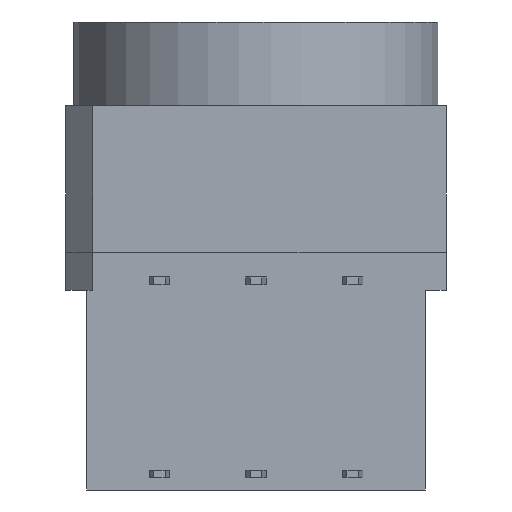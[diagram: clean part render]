
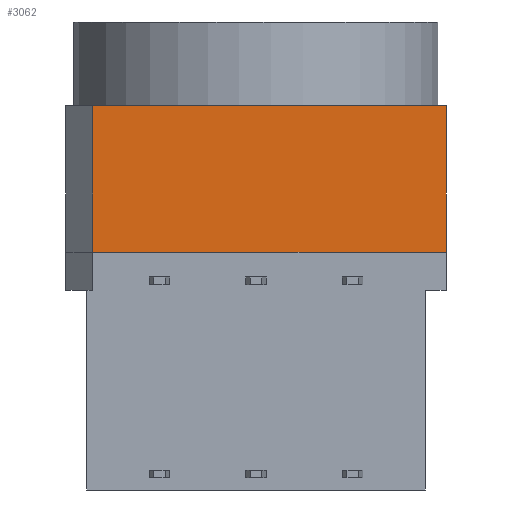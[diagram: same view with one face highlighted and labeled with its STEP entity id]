
A CAD part, left-side view. The second image highlights one B-rep face of the part: STEP entity #3062.
In plain terms, the highlighted planar face has unit normal (-1, 0, 0).
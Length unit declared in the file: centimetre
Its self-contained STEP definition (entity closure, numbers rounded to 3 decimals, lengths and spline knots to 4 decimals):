
#337=FACE_OUTER_BOUND('',#520,.T.);
#520=EDGE_LOOP('',(#2751,#2752,#2753,#2754));
#702=LINE('',#4144,#1037);
#847=LINE('',#5337,#1182);
#850=LINE('',#5343,#1185);
#857=LINE('',#5358,#1192);
#1037=VECTOR('',#3517,1.);
#1182=VECTOR('',#3746,1.);
#1185=VECTOR('',#3751,1.);
#1192=VECTOR('',#3762,1.);
#1282=VERTEX_POINT('',#4022);
#1315=VERTEX_POINT('',#4142);
#1477=VERTEX_POINT('',#5336);
#1479=VERTEX_POINT('',#5342);
#1660=EDGE_CURVE('',#1282,#1315,#702,.T.);
#1902=EDGE_CURVE('',#1477,#1282,#847,.T.);
#1905=EDGE_CURVE('',#1479,#1477,#850,.T.);
#1913=EDGE_CURVE('',#1479,#1315,#857,.T.);
#2751=ORIENTED_EDGE('',*,*,#1902,.T.);
#2752=ORIENTED_EDGE('',*,*,#1660,.T.);
#2753=ORIENTED_EDGE('',*,*,#1913,.F.);
#2754=ORIENTED_EDGE('',*,*,#1905,.T.);
#2897=PLANE('',#3197);
#3062=ADVANCED_FACE('',(#337),#2897,.T.);
#3197=AXIS2_PLACEMENT_3D('',#5357,#3760,#3761);
#3517=DIRECTION('',(0.,-1.,0.));
#3746=DIRECTION('',(0.,0.,-1.));
#3751=DIRECTION('',(0.,1.,0.));
#3760=DIRECTION('center_axis',(-1.,0.,0.));
#3761=DIRECTION('ref_axis',(0.,0.,
1.));
#3762=DIRECTION('',(0.,0.,-1.));
#4022=CARTESIAN_POINT('',(-0.5,0.4293,-0.1925));
#4142=CARTESIAN_POINT('',(-0.5,-0.5,-0.1925));
#4144=CARTESIAN_POINT('',(-0.5,0.5,-0.1925));
#5336=CARTESIAN_POINT('',(-0.5,0.4293,0.1925));
#5337=CARTESIAN_POINT('',(-0.5,0.4293,0.0963));
#5342=CARTESIAN_POINT('',(-0.5,-0.5,0.1925));
#5343=CARTESIAN_POINT('',(-0.5,0.5,0.1925));
#5357=CARTESIAN_POINT('Origin',(-0.5,-0.5,0.));
#5358=CARTESIAN_POINT('',(-0.5,-0.5,0.));
